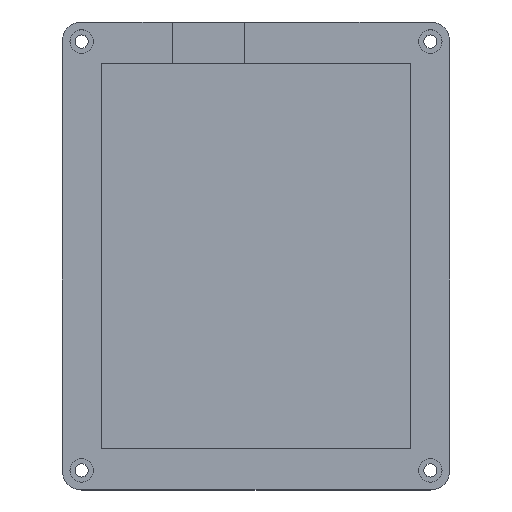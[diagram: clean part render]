
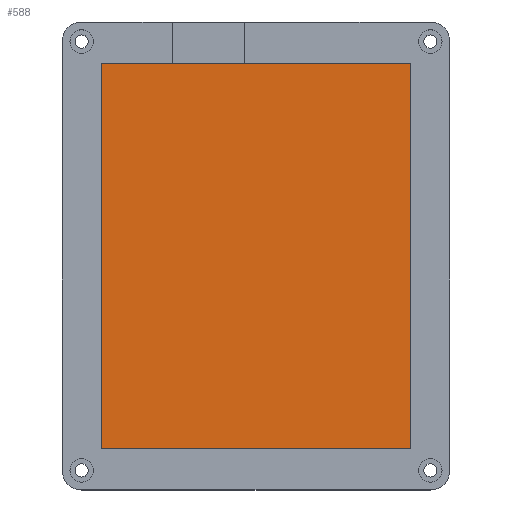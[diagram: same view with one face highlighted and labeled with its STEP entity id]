
A CAD part, top view. The second image highlights one B-rep face of the part: STEP entity #588.
In plain terms, the highlighted planar face has unit normal (0, 0, 1).
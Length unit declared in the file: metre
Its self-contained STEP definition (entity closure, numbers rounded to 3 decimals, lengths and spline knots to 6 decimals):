
#148=ORIENTED_EDGE('',*,*,#239,.F.);
#149=ORIENTED_EDGE('',*,*,#236,.T.);
#150=ORIENTED_EDGE('',*,*,#216,.T.);
#151=ORIENTED_EDGE('',*,*,#242,.F.);
#216=EDGE_CURVE('',#289,#288,#344,.T.);
#236=EDGE_CURVE('',#308,#289,#364,.T.);
#239=EDGE_CURVE('',#308,#310,#367,.T.);
#242=EDGE_CURVE('',#310,#288,#370,.T.);
#288=VERTEX_POINT('',#947);
#289=VERTEX_POINT('',#949);
#308=VERTEX_POINT('',#992);
#310=VERTEX_POINT('',#998);
#344=LINE('',#948,#384);
#364=LINE('',#991,#404);
#367=LINE('',#997,#407);
#370=LINE('',#1003,#410);
#384=VECTOR('',#755,1.);
#404=VECTOR('',#783,1.);
#407=VECTOR('',#788,1.);
#410=VECTOR('',#793,1.);
#446=EDGE_LOOP('',(#148,#149,#150,#151));
#512=FACE_BOUND('',#446,.T.);
#562=PLANE('',#703);
#588=ADVANCED_FACE('',(#512),#562,.T.);
#703=AXIS2_PLACEMENT_3D('',#1046,#847,#848);
#755=DIRECTION('',(-1.,0.,0.));
#783=DIRECTION('',(0.,1.,0.));
#788=DIRECTION('',(-1.,0.,0.));
#793=DIRECTION('',(0.,1.,0.));
#847=DIRECTION('',(0.,0.,1.));
#848=DIRECTION('',(1.,0.,0.));
#947=CARTESIAN_POINT('',(-0.039585,0.04934,0.003));
#948=CARTESIAN_POINT('',(0.,0.04934,0.003));
#949=CARTESIAN_POINT('',(0.039585,0.04934,0.003));
#991=CARTESIAN_POINT('',(0.039585,0.,0.003));
#992=CARTESIAN_POINT('',(0.039585,-0.04934,0.003));
#997=CARTESIAN_POINT('',(0.,-0.04934,0.003));
#998=CARTESIAN_POINT('',(-0.039585,-0.04934,0.003));
#1003=CARTESIAN_POINT('',(-0.039585,0.,0.003));
#1046=CARTESIAN_POINT('',(0.,0.,0.003));
